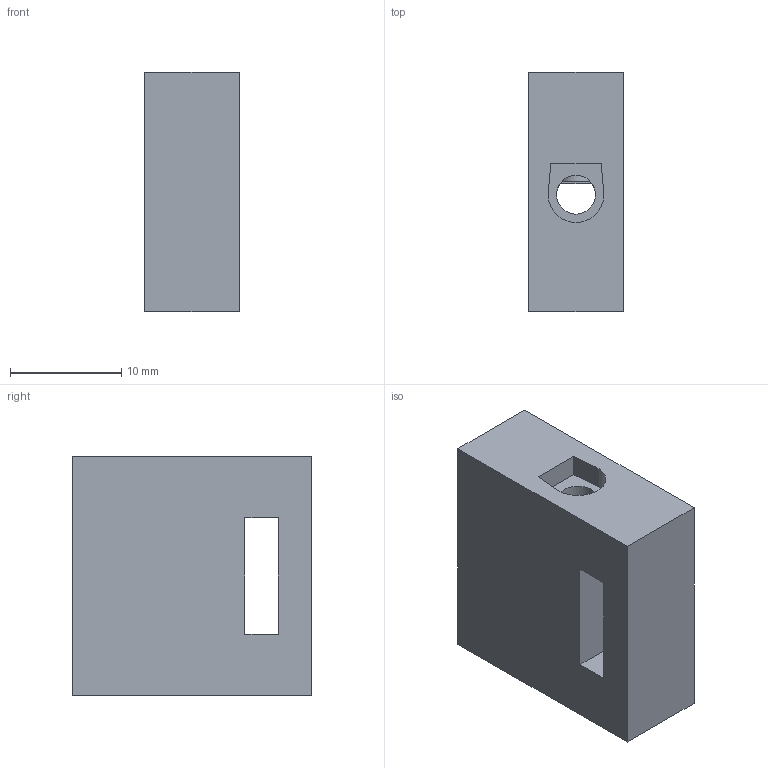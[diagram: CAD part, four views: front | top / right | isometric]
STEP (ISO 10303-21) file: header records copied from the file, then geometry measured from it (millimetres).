
FILE_DESCRIPTION (( 'STEP AP214' ), '1' );
FILE_NAME ('7205700.stp', '2021-08-02T07:29:59', ( '' ), ( '' ), 'SwSTEP 2.0', 'SolidWorks 2020', '' );
FILE_SCHEMA (( 'AUTOMOTIVE_DESIGN' ));
Length unit declared in the file: millimetre
Products named in the file (5): 084461_7205700T2; 7205700; P_0000008401_1_Standard; 084460_7205700T1; P_0000008181_1_M3
Assembly tree (5 placements, depth 2):
  7205700
    084460_7205700T1
    084461_7205700T2
    P_0000008181_1_M3  x2
    P_0000008401_1_Standard
Bounding box: 8.5 x 21.5 x 21.5 mm (x, y, z)
Volume: 3245 mm3; surface area: 3235.5 mm2
Topology: 5 solids, 5 shells, 59 faces, 139 edges, 90 vertices
Faces by surface type: plane 48, cylinder 11
Full cylindrical faces by diameter (mm): 2.5 x2, 3 x2, 3.5 x1, 4.6 x2, 5 x2
Entity records: 1696 total; most frequent: CARTESIAN_POINT 350, DIRECTION 242, ORIENTED_EDGE 222, EDGE_CURVE 111, AXIS2_PLACEMENT_3D 83, LINE 76, VECTOR 76, VERTEX_POINT 75
